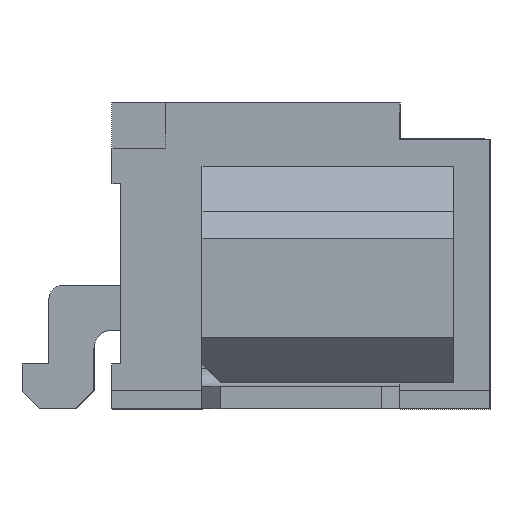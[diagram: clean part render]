
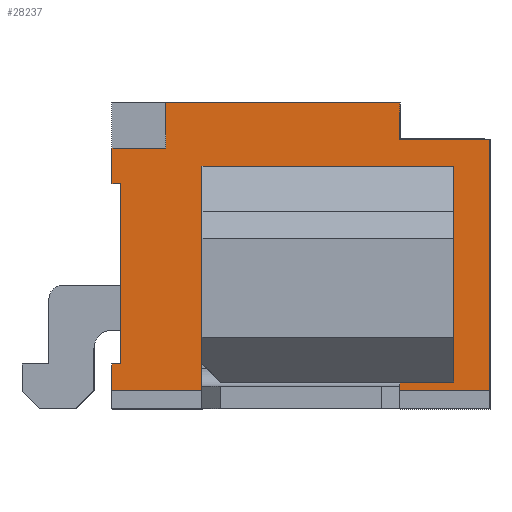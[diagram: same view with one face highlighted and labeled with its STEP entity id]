
A CAD part, left-side view. The second image highlights one B-rep face of the part: STEP entity #28237.
In plain terms, the highlighted planar face has unit normal (-1, 0, 0).
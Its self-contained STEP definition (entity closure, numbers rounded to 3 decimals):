
#224 = DIRECTION ( 'NONE',  ( 0., 0., 1. ) ) ;
#347 = DIRECTION ( 'NONE',  ( 0., 0., 1. ) ) ;
#372 = EDGE_CURVE ( 'NONE', #17926, #491, #20328, .T. ) ;
#491 = VERTEX_POINT ( 'NONE', #28098 ) ;
#504 = DIRECTION ( 'NONE',  ( 0., -1., 0. ) ) ;
#713 = AXIS2_PLACEMENT_3D ( 'NONE', #23016, #13724, #30121 ) ;
#755 = CARTESIAN_POINT ( 'NONE',  ( -11.5, 1.1, 0.3 ) ) ;
#957 = CARTESIAN_POINT ( 'NONE',  ( -11.5, -2.1, 3. ) ) ;
#1000 = CARTESIAN_POINT ( 'NONE',  ( -11.5, -1.1, 3. ) ) ;
#1462 = LINE ( 'NONE', #7145, #24888 ) ;
#1867 = VECTOR ( 'NONE', #14642, 1000. ) ;
#1976 = CARTESIAN_POINT ( 'NONE',  ( -11.5, 1.1, 0.3 ) ) ;
#2470 = VERTEX_POINT ( 'NONE', #30237 ) ;
#2692 = CARTESIAN_POINT ( 'NONE',  ( -11.5, 2.1, 0.2 ) ) ;
#3092 = DIRECTION ( 'NONE',  ( 0., 0., 1. ) ) ;
#3233 = CARTESIAN_POINT ( 'NONE',  ( -11.5, -1.1, 3. ) ) ;
#3372 = VERTEX_POINT ( 'NONE', #2692 ) ;
#3531 = CARTESIAN_POINT ( 'NONE',  ( -11.5, -1.7, 0.3 ) ) ;
#3578 = DIRECTION ( 'NONE',  ( 0., 0., 1. ) ) ;
#3679 = DIRECTION ( 'NONE',  ( 0., -1., 0. ) ) ;
#3817 = CARTESIAN_POINT ( 'NONE',  ( -11.5, -1.7, 2.7 ) ) ;
#3878 = EDGE_CURVE ( 'NONE', #29100, #17328, #21697, .T. ) ;
#3975 = CARTESIAN_POINT ( 'NONE',  ( -11.5, 2., 0.5 ) ) ;
#4309 = EDGE_CURVE ( 'NONE', #6555, #2470, #11078, .T. ) ;
#4375 = VERTEX_POINT ( 'NONE', #21637 ) ;
#4570 = ORIENTED_EDGE ( 'NONE', *, *, #19743, .F. ) ;
#4939 = CARTESIAN_POINT ( 'NONE',  ( -11.5, 2.1, 2.5 ) ) ;
#5082 = CARTESIAN_POINT ( 'NONE',  ( -11.5, 2.1, 3.4 ) ) ;
#5155 = VERTEX_POINT ( 'NONE', #3975 ) ;
#5244 = CARTESIAN_POINT ( 'NONE',  ( -11.5, 2.1, 3.4 ) ) ;
#5825 = VECTOR ( 'NONE', #19381, 1000. ) ;
#5908 = VECTOR ( 'NONE', #23699, 1000. ) ;
#6086 = EDGE_CURVE ( 'NONE', #28065, #5155, #12674, .T. ) ;
#6519 = VERTEX_POINT ( 'NONE', #1976 ) ;
#6530 = LINE ( 'NONE', #26377, #5825 ) ;
#6555 = VERTEX_POINT ( 'NONE', #22942 ) ;
#6567 = VECTOR ( 'NONE', #347, 1000. ) ;
#6858 = EDGE_CURVE ( 'NONE', #6519, #22301, #21703, .T. ) ;
#7145 = CARTESIAN_POINT ( 'NONE',  ( -11.5, 2., 2.5 ) ) ;
#7288 = DIRECTION ( 'NONE',  ( 0., 1., 0. ) ) ;
#7918 = VECTOR ( 'NONE', #19162, 1000. ) ;
#7974 = CARTESIAN_POINT ( 'NONE',  ( -11.5, 1.5, 2.9 ) ) ;
#8028 = VECTOR ( 'NONE', #10038, 1000. ) ;
#8174 = CARTESIAN_POINT ( 'NONE',  ( -11.5, 2.1, 3.4 ) ) ;
#8767 = LINE ( 'NONE', #4939, #13541 ) ;
#8791 = LINE ( 'NONE', #3233, #26760 ) ;
#9272 = VECTOR ( 'NONE', #3092, 1000. ) ;
#9563 = CARTESIAN_POINT ( 'NONE',  ( -11.5, 2.1, 0.2 ) ) ;
#10038 = DIRECTION ( 'NONE',  ( 0., 0., 1. ) ) ;
#10254 = LINE ( 'NONE', #7974, #28166 ) ;
#11078 = LINE ( 'NONE', #5082, #28266 ) ;
#11865 = EDGE_LOOP ( 'NONE', ( #21387, #15772, #16852, #21512, #19534, #17530, #24610, #14602, #27538, #15912, #20586, #16652 ) ) ;
#11921 = VECTOR ( 'NONE', #23792, 1000. ) ;
#11933 = DIRECTION ( 'NONE',  ( 0., -1., 0. ) ) ;
#12273 = CARTESIAN_POINT ( 'NONE',  ( -11.5, 1.5, 2.9 ) ) ;
#12492 = ORIENTED_EDGE ( 'NONE', *, *, #25902, .T. ) ;
#12674 = LINE ( 'NONE', #16735, #11921 ) ;
#13396 = CARTESIAN_POINT ( 'NONE',  ( -11.5, 2., 2.5 ) ) ;
#13513 = LINE ( 'NONE', #24044, #8028 ) ;
#13541 = VECTOR ( 'NONE', #7288, 1000. ) ;
#13542 = FACE_OUTER_BOUND ( 'NONE', #11865, .T. ) ;
#13724 = DIRECTION ( 'NONE',  ( 1., 0., 0. ) ) ;
#13747 = VERTEX_POINT ( 'NONE', #27060 ) ;
#14124 = EDGE_CURVE ( 'NONE', #3372, #28065, #15067, .T. ) ;
#14265 = FACE_BOUND ( 'NONE', #26634, .T. ) ;
#14602 = ORIENTED_EDGE ( 'NONE', *, *, #14124, .F. ) ;
#14642 = DIRECTION ( 'NONE',  ( 0., 0., 1. ) ) ;
#14710 = EDGE_CURVE ( 'NONE', #17933, #13747, #8767, .T. ) ;
#14718 = EDGE_CURVE ( 'NONE', #24600, #26817, #19728, .T. ) ;
#15067 = LINE ( 'NONE', #5244, #1867 ) ;
#15473 = CARTESIAN_POINT ( 'NONE',  ( -11.5, 2.1, 0.5 ) ) ;
#15680 = VECTOR ( 'NONE', #3578, 1000. ) ;
#15772 = ORIENTED_EDGE ( 'NONE', *, *, #19520, .F. ) ;
#15912 = ORIENTED_EDGE ( 'NONE', *, *, #28482, .T. ) ;
#16640 = CARTESIAN_POINT ( 'NONE',  ( -11.5, 1.1, 2.7 ) ) ;
#16652 = ORIENTED_EDGE ( 'NONE', *, *, #26050, .T. ) ;
#16735 = CARTESIAN_POINT ( 'NONE',  ( -11.5, 2.1, 0.5 ) ) ;
#16852 = ORIENTED_EDGE ( 'NONE', *, *, #372, .F. ) ;
#17251 = DIRECTION ( 'NONE',  ( 0., 0., 1. ) ) ;
#17328 = VERTEX_POINT ( 'NONE', #957 ) ;
#17530 = ORIENTED_EDGE ( 'NONE', *, *, #28387, .F. ) ;
#17755 = VECTOR ( 'NONE', #11933, 1000. ) ;
#17926 = VERTEX_POINT ( 'NONE', #20319 ) ;
#17933 = VERTEX_POINT ( 'NONE', #13396 ) ;
#18459 = LINE ( 'NONE', #9563, #17755 ) ;
#19162 = DIRECTION ( 'NONE',  ( 0., -1., 0. ) ) ;
#19381 = DIRECTION ( 'NONE',  ( 0., -1., 0. ) ) ;
#19520 = EDGE_CURVE ( 'NONE', #491, #6555, #10254, .T. ) ;
#19534 = ORIENTED_EDGE ( 'NONE', *, *, #14710, .F. ) ;
#19728 = LINE ( 'NONE', #21167, #6567 ) ;
#19743 = EDGE_CURVE ( 'NONE', #6519, #24600, #6530, .T. ) ;
#19829 = CARTESIAN_POINT ( 'NONE',  ( -11.5, -2.1, 3. ) ) ;
#20319 = CARTESIAN_POINT ( 'NONE',  ( -11.5, 2.1, 2.9 ) ) ;
#20328 = LINE ( 'NONE', #12273, #7918 ) ;
#20586 = ORIENTED_EDGE ( 'NONE', *, *, #3878, .F. ) ;
#20931 = VECTOR ( 'NONE', #3679, 1000. ) ;
#21167 = CARTESIAN_POINT ( 'NONE',  ( -11.5, -1.7, 0.3 ) ) ;
#21387 = ORIENTED_EDGE ( 'NONE', *, *, #4309, .F. ) ;
#21512 = ORIENTED_EDGE ( 'NONE', *, *, #28631, .F. ) ;
#21637 = CARTESIAN_POINT ( 'NONE',  ( -11.5, -2.1, 0.2 ) ) ;
#21697 = LINE ( 'NONE', #19829, #20931 ) ;
#21703 = LINE ( 'NONE', #755, #9272 ) ;
#21966 = ORIENTED_EDGE ( 'NONE', *, *, #14718, .F. ) ;
#22301 = VERTEX_POINT ( 'NONE', #24616 ) ;
#22942 = CARTESIAN_POINT ( 'NONE',  ( -11.5, 1.5, 3.4 ) ) ;
#23016 = CARTESIAN_POINT ( 'NONE',  ( -11.5, 2.1, 3.4 ) ) ;
#23699 = DIRECTION ( 'NONE',  ( 0., -1., 0. ) ) ;
#23792 = DIRECTION ( 'NONE',  ( 0., -1., 0. ) ) ;
#23824 = LINE ( 'NONE', #16640, #5908 ) ;
#24044 = CARTESIAN_POINT ( 'NONE',  ( -11.5, -2.1, 3.4 ) ) ;
#24331 = EDGE_CURVE ( 'NONE', #3372, #4375, #18459, .T. ) ;
#24600 = VERTEX_POINT ( 'NONE', #3531 ) ;
#24610 = ORIENTED_EDGE ( 'NONE', *, *, #6086, .F. ) ;
#24616 = CARTESIAN_POINT ( 'NONE',  ( -11.5, 1.1, 2.7 ) ) ;
#24888 = VECTOR ( 'NONE', #224, 1000. ) ;
#25902 = EDGE_CURVE ( 'NONE', #22301, #26817, #23824, .T. ) ;
#26050 = EDGE_CURVE ( 'NONE', #29100, #2470, #8791, .T. ) ;
#26377 = CARTESIAN_POINT ( 'NONE',  ( -11.5, 1.1, 0.3 ) ) ;
#26634 = EDGE_LOOP ( 'NONE', ( #21966, #4570, #29365, #12492 ) ) ;
#26760 = VECTOR ( 'NONE', #17251, 1000. ) ;
#26817 = VERTEX_POINT ( 'NONE', #3817 ) ;
#27060 = CARTESIAN_POINT ( 'NONE',  ( -11.5, 2.1, 2.5 ) ) ;
#27538 = ORIENTED_EDGE ( 'NONE', *, *, #24331, .T. ) ;
#27735 = PLANE ( 'NONE',  #713 ) ;
#28065 = VERTEX_POINT ( 'NONE', #15473 ) ;
#28098 = CARTESIAN_POINT ( 'NONE',  ( -11.5, 1.5, 2.9 ) ) ;
#28127 = LINE ( 'NONE', #8174, #15680 ) ;
#28166 = VECTOR ( 'NONE', #28976, 1000. ) ;
#28237 = ADVANCED_FACE ( 'NONE', ( #13542, #14265 ), #27735, .F. ) ;
#28266 = VECTOR ( 'NONE', #504, 1000. ) ;
#28387 = EDGE_CURVE ( 'NONE', #5155, #17933, #1462, .T. ) ;
#28482 = EDGE_CURVE ( 'NONE', #4375, #17328, #13513, .T. ) ;
#28631 = EDGE_CURVE ( 'NONE', #13747, #17926, #28127, .T. ) ;
#28976 = DIRECTION ( 'NONE',  ( 0., 0., 1. ) ) ;
#29100 = VERTEX_POINT ( 'NONE', #1000 ) ;
#29365 = ORIENTED_EDGE ( 'NONE', *, *, #6858, .T. ) ;
#30121 = DIRECTION ( 'NONE',  ( 0., 0., -1. ) ) ;
#30237 = CARTESIAN_POINT ( 'NONE',  ( -11.5, -1.1, 3.4 ) ) ;
